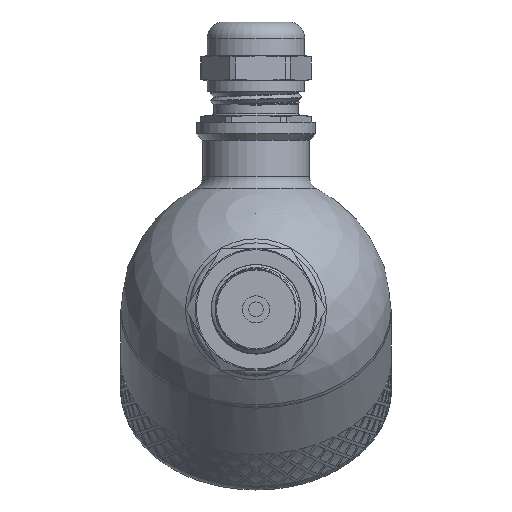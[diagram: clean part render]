
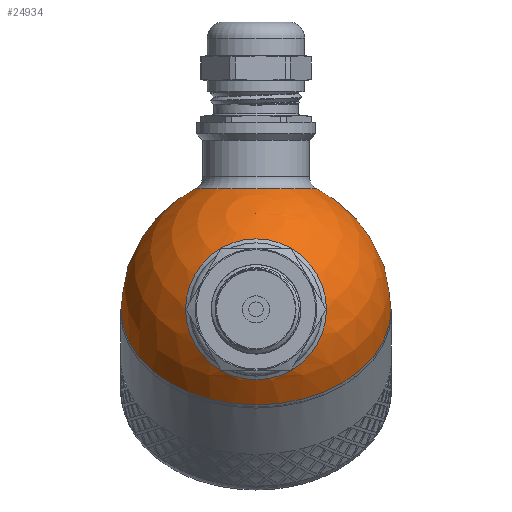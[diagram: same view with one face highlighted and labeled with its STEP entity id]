
A CAD part, left-side view. The second image highlights one B-rep face of the part: STEP entity #24934.
In plain terms, the highlighted spherical face has radius 30 mm.
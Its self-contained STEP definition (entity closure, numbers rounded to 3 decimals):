
#136=SPHERICAL_SURFACE('',#26526,30.);
#241=FACE_BOUND('',#3713,.T.);
#242=FACE_BOUND('',#3714,.T.);
#2074=FACE_OUTER_BOUND('',#3712,.T.);
#3712=EDGE_LOOP('',(#18013,#18014,#18015,#18016));
#3713=EDGE_LOOP('',(#18017));
#3714=EDGE_LOOP('',(#18018));
#5224=CIRCLE('',#26449,30.);
#5225=CIRCLE('',#26450,30.);
#5252=CIRCLE('',#26522,13.5);
#5255=CIRCLE('',#26527,30.);
#5256=CIRCLE('',#26528,15.643);
#9696=VERTEX_POINT('',#33694);
#9697=VERTEX_POINT('',#33696);
#10172=VERTEX_POINT('',#39758);
#10174=VERTEX_POINT('',#39765);
#10175=VERTEX_POINT('',#39767);
#12389=EDGE_CURVE('',#9696,#9697,#5224,.T.);
#12390=EDGE_CURVE('',#9697,#9696,#5225,.T.);
#13105=EDGE_CURVE('',#10172,#10172,#5252,.T.);
#13108=EDGE_CURVE('',#9697,#10174,#5255,.T.);
#13109=EDGE_CURVE('',#10175,#10175,#5256,.T.);
#18013=ORIENTED_EDGE('',*,*,#12390,.F.);
#18014=ORIENTED_EDGE('',*,*,#13108,.T.);
#18015=ORIENTED_EDGE('',*,*,#13108,.F.);
#18016=ORIENTED_EDGE('',*,*,#12389,.F.);
#18017=ORIENTED_EDGE('',*,*,#13109,.F.);
#18018=ORIENTED_EDGE('',*,*,#13105,.F.);
#24934=ADVANCED_FACE('',(#2074,#241,#242),#136,.T.);
#26449=AXIS2_PLACEMENT_3D('',#33697,#27878,#27879);
#26450=AXIS2_PLACEMENT_3D('',#33698,#27880,#27881);
#26522=AXIS2_PLACEMENT_3D('',#39759,#28276,#28277);
#26526=AXIS2_PLACEMENT_3D('',#39764,#28284,#28285);
#26527=AXIS2_PLACEMENT_3D('',#39766,#28286,#28287);
#26528=AXIS2_PLACEMENT_3D('',#39768,#28288,#28289);
#27878=DIRECTION('center_axis',(1.,0.,0.));
#27879=DIRECTION('ref_axis',(0.,1.,0.));
#27880=DIRECTION('center_axis',(1.,0.,0.));
#27881=DIRECTION('ref_axis',(0.,1.,0.));
#28276=DIRECTION('center_axis',(-0.707,0.,-0.707));
#28277=DIRECTION('ref_axis',(-0.707,0.,0.707));
#28284=DIRECTION('center_axis',(1.,0.,0.));
#28285=DIRECTION('ref_axis',(0.,-1.,0.));
#28286=DIRECTION('center_axis',(0.,0.,1.));
#28287=DIRECTION('ref_axis',(0.,1.,0.));
#28288=DIRECTION('center_axis',(-0.707,0.,0.707));
#28289=DIRECTION('ref_axis',(0.707,0.,0.707));
#33694=CARTESIAN_POINT('',(0.,-30.,0.));
#33696=CARTESIAN_POINT('',(0.,30.,0.));
#33697=CARTESIAN_POINT('Origin',(0.,0.,0.));
#33698=CARTESIAN_POINT('Origin',(0.,0.,0.));
#39758=CARTESIAN_POINT('',(-9.398,0.,-28.49));
#39759=CARTESIAN_POINT('Origin',(-18.944,0.,-18.944));
#39764=CARTESIAN_POINT('Origin',(0.,0.,0.));
#39765=CARTESIAN_POINT('',(-30.,0.,0.));
#39766=CARTESIAN_POINT('Origin',(0.,0.,0.));
#39767=CARTESIAN_POINT('',(-29.162,0.,7.04));
#39768=CARTESIAN_POINT('Origin',(-18.101,0.,18.101));
